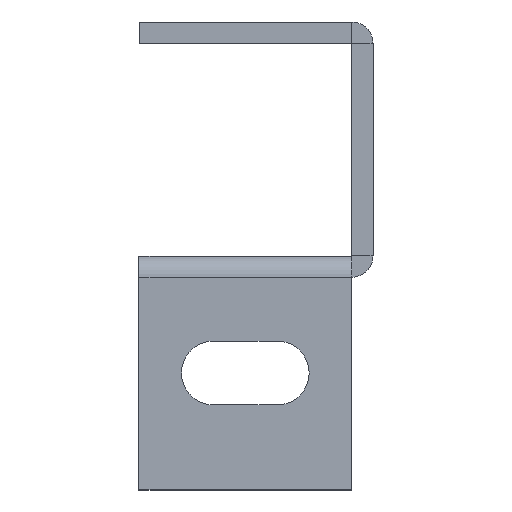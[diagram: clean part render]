
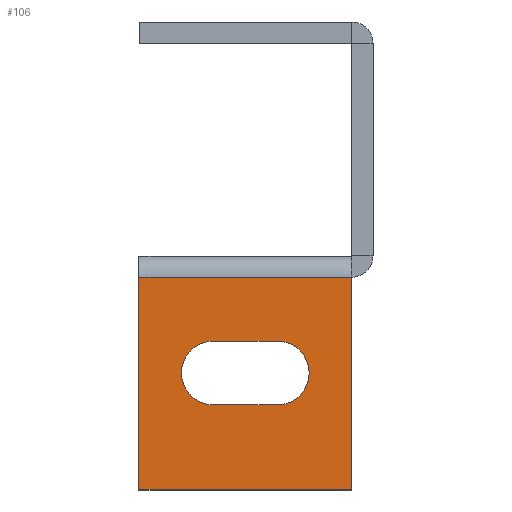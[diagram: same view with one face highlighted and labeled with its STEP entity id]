
A CAD part, left-side view. The second image highlights one B-rep face of the part: STEP entity #106.
In plain terms, the highlighted planar face has unit normal (-1, 0, 0).
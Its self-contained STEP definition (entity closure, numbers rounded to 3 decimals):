
#106 = ADVANCED_FACE ( 'NONE', ( #571, #579 ), #3264, .F. ) ;
#382 = EDGE_LOOP ( 'NONE', ( #2528, #2536, #2544, #2552 ) ) ;
#398 = EDGE_LOOP ( 'NONE', ( #2464, #2777, #2793, #2834 ) ) ;
#571 = FACE_BOUND ( 'NONE', #398, .T. ) ;
#579 = FACE_OUTER_BOUND ( 'NONE', #382, .T. ) ;
#1203 = VECTOR ( 'NONE', #4340, 1000. ) ;
#1207 = LINE ( 'NONE', #4339, #1203 ) ;
#1284 = VECTOR ( 'NONE', #4326, 1000. ) ;
#1303 = VECTOR ( 'NONE', #4322, 1000. ) ;
#1309 = LINE ( 'NONE', #4321, #1303 ) ;
#1317 = VECTOR ( 'NONE', #4320, 1000. ) ;
#1323 = LINE ( 'NONE', #4319, #1317 ) ;
#1367 = CIRCLE ( 'NONE', #2023, 4.5 ) ;
#1373 = VECTOR ( 'NONE', #4314, 1000. ) ;
#1390 = CIRCLE ( 'NONE', #2021, 4.5 ) ;
#1397 = LINE ( 'NONE', #4300, #1415 ) ;
#1408 = LINE ( 'NONE', #4313, #1373 ) ;
#1415 = VECTOR ( 'NONE', #4307, 1000. ) ;
#1420 = LINE ( 'NONE', #4317, #1284 ) ;
#1639 = EDGE_CURVE ( 'NONE', #2987, #2975, #1390, .T. ) ;
#1640 = EDGE_CURVE ( 'NONE', #2975, #2128, #1397, .T. ) ;
#1641 = EDGE_CURVE ( 'NONE', #2128, #4967, #1367, .T. ) ;
#1643 = EDGE_CURVE ( 'NONE', #4970, #2116, #1408, .T. ) ;
#1646 = EDGE_CURVE ( 'NONE', #2116, #2141, #1323, .T. ) ;
#1647 = EDGE_CURVE ( 'NONE', #2134, #4970, #1309, .T. ) ;
#1649 = EDGE_CURVE ( 'NONE', #2134, #2141, #1420, .T. ) ;
#1655 = EDGE_CURVE ( 'NONE', #4967, #2987, #1207, .T. ) ;
#1789 = AXIS2_PLACEMENT_3D ( 'NONE', #3272, #3278, #3279 ) ;
#2021 = AXIS2_PLACEMENT_3D ( 'NONE', #4296, #4304, #4305 ) ;
#2023 = AXIS2_PLACEMENT_3D ( 'NONE', #4306, #4309, #4310 ) ;
#2116 = VERTEX_POINT ( 'NONE', #4636 ) ;
#2128 = VERTEX_POINT ( 'NONE', #4646 ) ;
#2134 = VERTEX_POINT ( 'NONE', #4652 ) ;
#2141 = VERTEX_POINT ( 'NONE', #4659 ) ;
#2464 = ORIENTED_EDGE ( 'NONE', *, *, #1640, .T. ) ;
#2528 = ORIENTED_EDGE ( 'NONE', *, *, #1649, .F. ) ;
#2536 = ORIENTED_EDGE ( 'NONE', *, *, #1647, .T. ) ;
#2544 = ORIENTED_EDGE ( 'NONE', *, *, #1643, .T. ) ;
#2552 = ORIENTED_EDGE ( 'NONE', *, *, #1646, .T. ) ;
#2777 = ORIENTED_EDGE ( 'NONE', *, *, #1641, .T. ) ;
#2793 = ORIENTED_EDGE ( 'NONE', *, *, #1655, .T. ) ;
#2834 = ORIENTED_EDGE ( 'NONE', *, *, #1639, .T. ) ;
#2975 = VERTEX_POINT ( 'NONE', #4769 ) ;
#2987 = VERTEX_POINT ( 'NONE', #4781 ) ;
#3264 = PLANE ( 'NONE',  #1789 ) ;
#3272 = CARTESIAN_POINT ( 'NONE',  ( -249.25, 15., 0. ) ) ;
#3278 = DIRECTION ( 'NONE',  ( 1., 0., 0. ) ) ;
#3279 = DIRECTION ( 'NONE',  ( 0., 0., -1. ) ) ;
#4296 = CARTESIAN_POINT ( 'NONE',  ( -249.25, 4.5, -13.5 ) ) ;
#4300 = CARTESIAN_POINT ( 'NONE',  ( -249.25, -4.5, -9. ) ) ;
#4304 = DIRECTION ( 'NONE',  ( 1., 0., 0. ) ) ;
#4305 = DIRECTION ( 'NONE',  ( 0., 0., -1. ) ) ;
#4306 = CARTESIAN_POINT ( 'NONE',  ( -249.25, -4.5, -13.5 ) ) ;
#4307 = DIRECTION ( 'NONE',  ( 0., -1., 0. ) ) ;
#4309 = DIRECTION ( 'NONE',  ( 1., 0., 0. ) ) ;
#4310 = DIRECTION ( 'NONE',  ( 0., 0., -1. ) ) ;
#4313 = CARTESIAN_POINT ( 'NONE',  ( -249.25, -15., -30. ) ) ;
#4314 = DIRECTION ( 'NONE',  ( 0., -1., 0. ) ) ;
#4317 = CARTESIAN_POINT ( 'NONE',  ( -249.25, 15., -0.01 ) ) ;
#4319 = CARTESIAN_POINT ( 'NONE',  ( -249.25, -15., 0. ) ) ;
#4320 = DIRECTION ( 'NONE',  ( 0., 0., 1. ) ) ;
#4321 = CARTESIAN_POINT ( 'NONE',  ( -249.25, 15., -30. ) ) ;
#4322 = DIRECTION ( 'NONE',  ( 0., 0., -1. ) ) ;
#4326 = DIRECTION ( 'NONE',  ( 0., -1., 0. ) ) ;
#4339 = CARTESIAN_POINT ( 'NONE',  ( -249.25, 4.5, -18. ) ) ;
#4340 = DIRECTION ( 'NONE',  ( 0., 1., 0. ) ) ;
#4636 = CARTESIAN_POINT ( 'NONE',  ( -249.25, -15., -30. ) ) ;
#4646 = CARTESIAN_POINT ( 'NONE',  ( -249.25, -4.5, -9. ) ) ;
#4652 = CARTESIAN_POINT ( 'NONE',  ( -249.25, 15., -0.01 ) ) ;
#4659 = CARTESIAN_POINT ( 'NONE',  ( -249.25, -15., -0.01 ) ) ;
#4769 = CARTESIAN_POINT ( 'NONE',  ( -249.25, 4.5, -9. ) ) ;
#4781 = CARTESIAN_POINT ( 'NONE',  ( -249.25, 4.5, -18. ) ) ;
#4932 = CARTESIAN_POINT ( 'NONE',  ( -249.25, -4.5, -18. ) ) ;
#4935 = CARTESIAN_POINT ( 'NONE',  ( -249.25, 15., -30. ) ) ;
#4967 = VERTEX_POINT ( 'NONE', #4932 ) ;
#4970 = VERTEX_POINT ( 'NONE', #4935 ) ;
